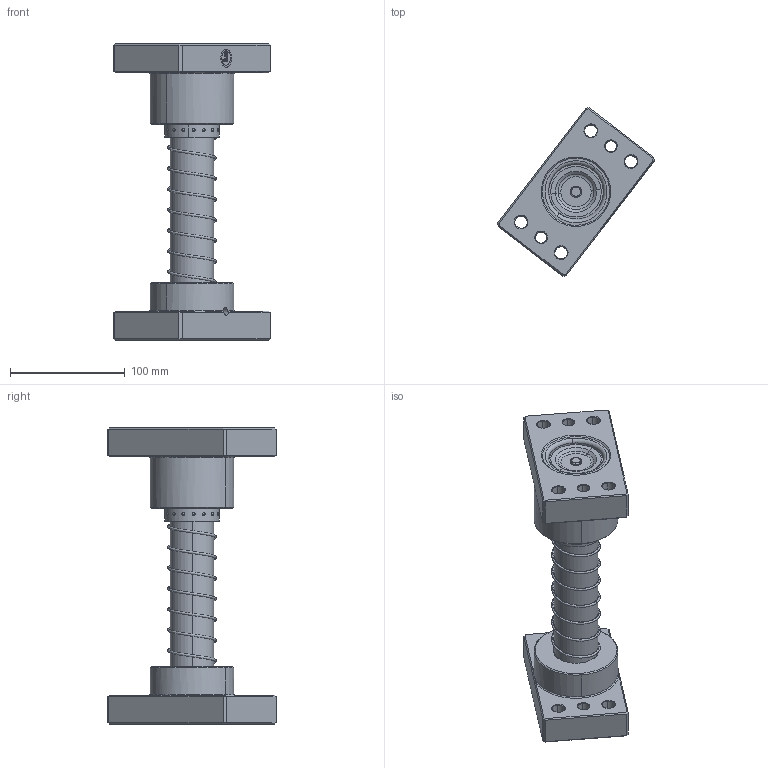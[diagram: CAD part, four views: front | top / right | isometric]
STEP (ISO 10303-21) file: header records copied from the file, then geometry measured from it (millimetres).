
FILE_DESCRIPTION (( 'STEP AP214' ), '1' );
FILE_NAME ('HYJP-D38-L220.STEP', '2021-09-23T06:44:56', ( 'User' ), ( 'china' ), 'SwSTEP 2.0', 'SolidWorks 2016', '' );
FILE_SCHEMA (( 'AUTOMOTIVE_DESIGN' ));
Length unit declared in the file: millimetre
Products named in the file (12): STM-M20蹟簽; MGM-D38-L220; HWP-D42.5-d38.5-L170; MGHP-D38; BJ-47.5-38.5-L70; SAB-D38; STM-44-L44; STMY-5; STMY-PD38; HYJP-D38-L220; SABP-D38; SAB-D38-傍杶
Assembly tree (11 placements, depth 3):
  HYJP-D38-L220
    MGM-D38-L220
    MGHP-D38
    BJ-47.5-38.5-L70
    SAB-D38
      SABP-D38
      SAB-D38-傍杶
    STMY-PD38
      STM-44-L44
      STM-M20蹟簽
      STMY-5
    HWP-D42.5-d38.5-L170
Bounding box: 136.15 x 146.38 x 257.95 mm (x, y, z)
Volume: 859366.3 mm3; surface area: 187385.6 mm2
Topology: 9 solids, 9 shells, 814 faces, 1760 edges, 1206 vertices
Faces by surface type: sphere 512, plane 99, cylinder 86, cone 76, bspline 21, torus 20
Entity records: 44768 total; most frequent: CARTESIAN_POINT 21024, DIRECTION 3556, ORIENTED_EDGE 3504, EDGE_CURVE 1752, AXIS2_PLACEMENT_3D 1594, VERTEX_POINT 1206, EDGE_LOOP 1102, ADVANCED_FACE 814
